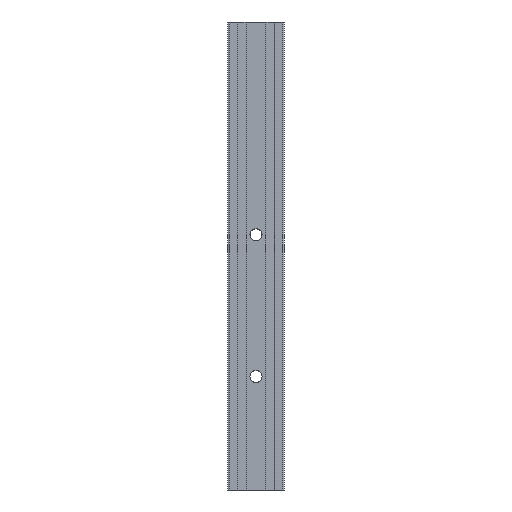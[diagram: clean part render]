
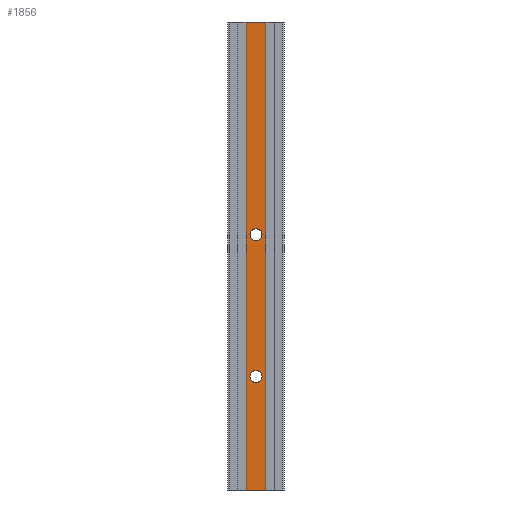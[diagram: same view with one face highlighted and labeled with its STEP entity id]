
A CAD part, left-side view. The second image highlights one B-rep face of the part: STEP entity #1856.
In plain terms, the highlighted planar face has unit normal (-1, 0, 0).
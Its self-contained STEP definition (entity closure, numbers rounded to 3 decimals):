
#17 = EDGE_LOOP ( 'NONE', ( #2544, #4598 ) ) ;
#109 = VERTEX_POINT ( 'NONE', #2940 ) ;
#268 = CARTESIAN_POINT ( 'NONE',  ( -10., 6.9, 165. ) ) ;
#290 = EDGE_CURVE ( 'NONE', #2879, #944, #869, .T. ) ;
#334 = DIRECTION ( 'NONE',  ( 0., -1., 0. ) ) ;
#379 = ORIENTED_EDGE ( 'NONE', *, *, #643, .F. ) ;
#404 = CARTESIAN_POINT ( 'NONE',  ( -10., 6.9, -165. ) ) ;
#454 = DIRECTION ( 'NONE',  ( 0., -1., 0. ) ) ;
#467 = EDGE_CURVE ( 'NONE', #4336, #1808, #2126, .T. ) ;
#470 = CARTESIAN_POINT ( 'NONE',  ( -10., -6.9, -165. ) ) ;
#517 = LINE ( 'NONE', #2006, #1264 ) ;
#558 = AXIS2_PLACEMENT_3D ( 'NONE', #3368, #1579, #943 ) ;
#574 = EDGE_CURVE ( 'NONE', #2894, #2100, #2472, .T. ) ;
#643 = EDGE_CURVE ( 'NONE', #944, #2879, #986, .T. ) ;
#716 = CARTESIAN_POINT ( 'NONE',  ( -10., 7., -165. ) ) ;
#727 = AXIS2_PLACEMENT_3D ( 'NONE', #3312, #848, #454 ) ;
#823 = DIRECTION ( 'NONE',  ( 0., 0., 1. ) ) ;
#848 = DIRECTION ( 'NONE',  ( -1., 0., 0. ) ) ;
#869 = CIRCLE ( 'NONE', #727, 4.25 ) ;
#943 = DIRECTION ( 'NONE',  ( 0., -1., 0. ) ) ;
#944 = VERTEX_POINT ( 'NONE', #1396 ) ;
#986 = CIRCLE ( 'NONE', #2634, 4.25 ) ;
#1041 = PLANE ( 'NONE',  #1231 ) ;
#1154 = VERTEX_POINT ( 'NONE', #1973 ) ;
#1231 = AXIS2_PLACEMENT_3D ( 'NONE', #3100, #2358, #334 ) ;
#1236 = CIRCLE ( 'NONE', #558, 4.25 ) ;
#1264 = VECTOR ( 'NONE', #3468, 1000. ) ;
#1396 = CARTESIAN_POINT ( 'NONE',  ( -10., 4.25, -85. ) ) ;
#1427 = DIRECTION ( 'NONE',  ( 0., -1., 0. ) ) ;
#1579 = DIRECTION ( 'NONE',  ( -1., 0., 0. ) ) ;
#1595 = CARTESIAN_POINT ( 'NONE',  ( -10., 6.9, -165. ) ) ;
#1783 = DIRECTION ( 'NONE',  ( -1., 0., 0. ) ) ;
#1808 = VERTEX_POINT ( 'NONE', #1595 ) ;
#1825 = DIRECTION ( 'NONE',  ( 0., 0., -1. ) ) ;
#1856 = ADVANCED_FACE ( 'NONE', ( #3811, #3123, #2744 ), #1041, .T. ) ;
#1889 = DIRECTION ( 'NONE',  ( 0., -1., 0. ) ) ;
#1919 = CARTESIAN_POINT ( 'NONE',  ( -10., -4.25, -85. ) ) ;
#1941 = CARTESIAN_POINT ( 'NONE',  ( -10., 4.25, 15. ) ) ;
#1973 = CARTESIAN_POINT ( 'NONE',  ( -10., -6.9, -165. ) ) ;
#2006 = CARTESIAN_POINT ( 'NONE',  ( -10., 7., 165. ) ) ;
#2036 = AXIS2_PLACEMENT_3D ( 'NONE', #2105, #1783, #1427 ) ;
#2100 = VERTEX_POINT ( 'NONE', #2299 ) ;
#2105 = CARTESIAN_POINT ( 'NONE',  ( -10., 0., 15. ) ) ;
#2126 = LINE ( 'NONE', #404, #4355 ) ;
#2133 = ORIENTED_EDGE ( 'NONE', *, *, #3245, .T. ) ;
#2197 = EDGE_CURVE ( 'NONE', #2100, #2894, #1236, .T. ) ;
#2282 = LINE ( 'NONE', #470, #2618 ) ;
#2299 = CARTESIAN_POINT ( 'NONE',  ( -10., -4.25, 15. ) ) ;
#2358 = DIRECTION ( 'NONE',  ( -1., 0., 0. ) ) ;
#2421 = ORIENTED_EDGE ( 'NONE', *, *, #467, .T. ) ;
#2472 = CIRCLE ( 'NONE', #2036, 4.25 ) ;
#2487 = LINE ( 'NONE', #716, #3231 ) ;
#2544 = ORIENTED_EDGE ( 'NONE', *, *, #2197, .F. ) ;
#2618 = VECTOR ( 'NONE', #823, 1000. ) ;
#2634 = AXIS2_PLACEMENT_3D ( 'NONE', #4434, #4010, #1889 ) ;
#2662 = EDGE_LOOP ( 'NONE', ( #4241, #379 ) ) ;
#2744 = FACE_OUTER_BOUND ( 'NONE', #3417, .T. ) ;
#2850 = ORIENTED_EDGE ( 'NONE', *, *, #3531, .F. ) ;
#2879 = VERTEX_POINT ( 'NONE', #1919 ) ;
#2894 = VERTEX_POINT ( 'NONE', #1941 ) ;
#2940 = CARTESIAN_POINT ( 'NONE',  ( -10., -6.9, 165. ) ) ;
#3100 = CARTESIAN_POINT ( 'NONE',  ( -10., 7., -165. ) ) ;
#3123 = FACE_BOUND ( 'NONE', #17, .T. ) ;
#3221 = DIRECTION ( 'NONE',  ( 0., -1., 0. ) ) ;
#3231 = VECTOR ( 'NONE', #3221, 1000. ) ;
#3245 = EDGE_CURVE ( 'NONE', #1808, #1154, #2487, .T. ) ;
#3312 = CARTESIAN_POINT ( 'NONE',  ( -10., 0., -85. ) ) ;
#3344 = EDGE_CURVE ( 'NONE', #1154, #109, #2282, .T. ) ;
#3368 = CARTESIAN_POINT ( 'NONE',  ( -10., 0., 15. ) ) ;
#3417 = EDGE_LOOP ( 'NONE', ( #2133, #3527, #2850, #2421 ) ) ;
#3468 = DIRECTION ( 'NONE',  ( 0., -1., 0. ) ) ;
#3527 = ORIENTED_EDGE ( 'NONE', *, *, #3344, .T. ) ;
#3531 = EDGE_CURVE ( 'NONE', #4336, #109, #517, .T. ) ;
#3811 = FACE_BOUND ( 'NONE', #2662, .T. ) ;
#4010 = DIRECTION ( 'NONE',  ( -1., 0., 0. ) ) ;
#4241 = ORIENTED_EDGE ( 'NONE', *, *, #290, .F. ) ;
#4336 = VERTEX_POINT ( 'NONE', #268 ) ;
#4355 = VECTOR ( 'NONE', #1825, 1000. ) ;
#4434 = CARTESIAN_POINT ( 'NONE',  ( -10., 0., -85. ) ) ;
#4598 = ORIENTED_EDGE ( 'NONE', *, *, #574, .F. ) ;
